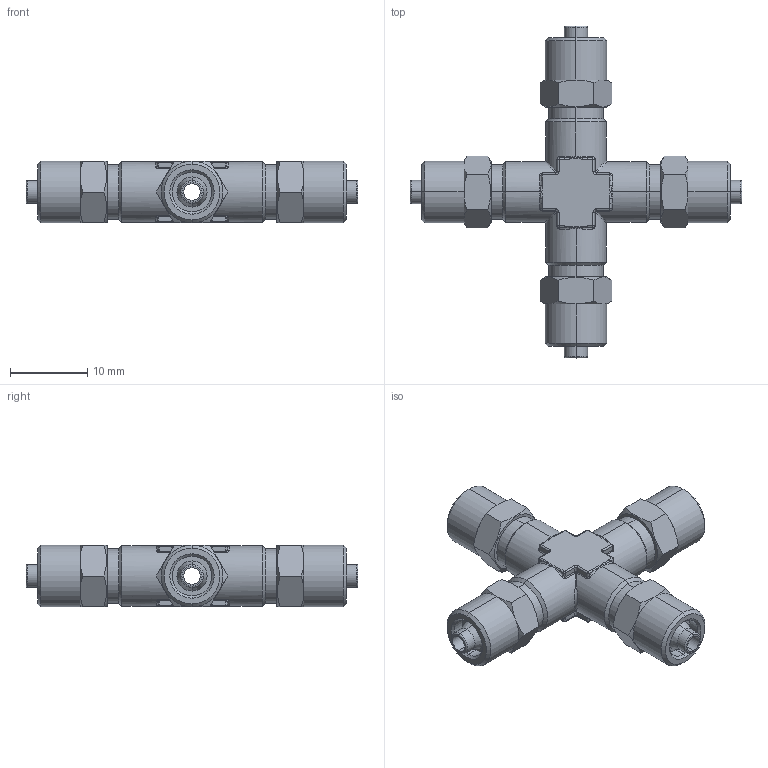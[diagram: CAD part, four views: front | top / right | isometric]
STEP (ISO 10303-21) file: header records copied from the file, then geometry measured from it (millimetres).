
FILE_DESCRIPTION (( 'STEP AP203' ), '1' );
FILE_NAME ('02120020.STEP', '2011-09-29T14:45:26', ( 'Flavio' ), ( '' ), 'SwSTEP 2.0', 'SolidWorks 2011', '' );
FILE_SCHEMA (( 'CONFIG_CONTROL_DESIGN' ));
Length unit declared in the file: millimetre
Products named in the file (1): 02120020
Bounding box: 43 x 43 x 8 mm (x, y, z)
Volume: 3276.8 mm3; surface area: 2811.1 mm2
Topology: 1 solids, 1 shells, 374 faces, 852 edges, 466 vertices
Faces by surface type: cylinder 128, plane 74, cone 64, bspline 52, torus 32, sphere 24
Entity records: 11529 total; most frequent: CARTESIAN_POINT 3581, DIRECTION 1662, ORIENTED_EDGE 1656, EDGE_CURVE 828, AXIS2_PLACEMENT_3D 699, VERTEX_POINT 466, EDGE_LOOP 390, CIRCLE 376
